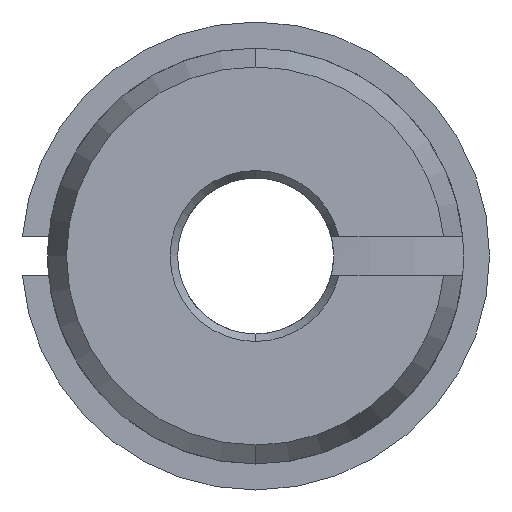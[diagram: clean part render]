
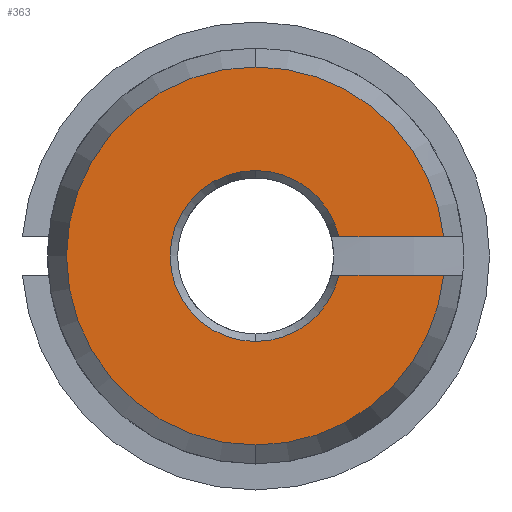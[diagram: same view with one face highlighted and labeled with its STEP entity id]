
A CAD part, left-side view. The second image highlights one B-rep face of the part: STEP entity #363.
In plain terms, the highlighted planar face has unit normal (-1, 0, 0).
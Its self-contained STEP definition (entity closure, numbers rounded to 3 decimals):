
#12 = EDGE_CURVE ( 'NONE', #853, #871, #420, .T. ) ;
#71 = EDGE_LOOP ( 'NONE', ( #777, #776, #775, #774, #773, #772, #771, #770 ) ) ;
#84 = AXIS2_PLACEMENT_3D ( 'NONE', #281, #282, #283 ) ;
#86 = AXIS2_PLACEMENT_3D ( 'NONE', #292, #293, #294 ) ;
#152 = CARTESIAN_POINT ( 'NONE',  ( -37., 0., 0. ) ) ;
#153 = DIRECTION ( 'NONE',  ( -1., 0., 0. ) ) ;
#154 = DIRECTION ( 'NONE',  ( 0., 0., 1. ) ) ;
#169 = CARTESIAN_POINT ( 'NONE',  ( -37., 0., 0. ) ) ;
#170 = DIRECTION ( 'NONE',  ( -1., 0., 0. ) ) ;
#171 = DIRECTION ( 'NONE',  ( 0., 0., 1. ) ) ;
#225 = CARTESIAN_POINT ( 'NONE',  ( -37., -3.202, 0.75 ) ) ;
#227 = CARTESIAN_POINT ( 'NONE',  ( -37., -7.233, 0.75 ) ) ;
#241 = CARTESIAN_POINT ( 'NONE',  ( -37., 0., 3.289 ) ) ;
#243 = CARTESIAN_POINT ( 'NONE',  ( -37., -3.202, -0.75 ) ) ;
#266 = CARTESIAN_POINT ( 'NONE',  ( -37., 0., -3.289 ) ) ;
#270 = CARTESIAN_POINT ( 'NONE',  ( -37., -7.233, -0.75 ) ) ;
#275 = CARTESIAN_POINT ( 'NONE',  ( -37., 0., 7.272 ) ) ;
#281 = CARTESIAN_POINT ( 'NONE',  ( -37., 0., 0. ) ) ;
#282 = DIRECTION ( 'NONE',  ( -1., 0., 0. ) ) ;
#283 = DIRECTION ( 'NONE',  ( 0., 0., 1. ) ) ;
#292 = CARTESIAN_POINT ( 'NONE',  ( -37., 0., 0. ) ) ;
#293 = DIRECTION ( 'NONE',  ( -1., 0., 0. ) ) ;
#294 = DIRECTION ( 'NONE',  ( 0., 0., 1. ) ) ;
#363 = ADVANCED_FACE ( 'NONE', ( #428 ), #965, .F. ) ;
#398 = VERTEX_POINT ( 'NONE', #734 ) ;
#420 = CIRCLE ( 'NONE', #1046, 3.289 ) ;
#428 = FACE_OUTER_BOUND ( 'NONE', #71, .T. ) ;
#436 = LINE ( 'NONE', #706, #445 ) ;
#437 = VECTOR ( 'NONE', #703, 1000. ) ;
#438 = CIRCLE ( 'NONE', #664, 7.272 ) ;
#445 = VECTOR ( 'NONE', #702, 1000. ) ;
#447 = LINE ( 'NONE', #697, #437 ) ;
#499 = CIRCLE ( 'NONE', #913, 7.272 ) ;
#503 = CIRCLE ( 'NONE', #909, 7.272 ) ;
#537 = CIRCLE ( 'NONE', #84, 3.289 ) ;
#539 = EDGE_CURVE ( 'NONE', #855, #884, #438, .T. ) ;
#540 = EDGE_CURVE ( 'NONE', #879, #873, #436, .T. ) ;
#541 = EDGE_CURVE ( 'NONE', #855, #853, #447, .T. ) ;
#610 = EDGE_CURVE ( 'NONE', #398, #879, #499, .T. ) ;
#615 = EDGE_CURVE ( 'NONE', #884, #398, #503, .T. ) ;
#664 = AXIS2_PLACEMENT_3D ( 'NONE', #708, #705, #704 ) ;
#670 = AXIS2_PLACEMENT_3D ( 'NONE', #972, #963, #962 ) ;
#697 = CARTESIAN_POINT ( 'NONE',  ( -37., 7.272, 0.75 ) ) ;
#702 = DIRECTION ( 'NONE',  ( 0., 1., 0. ) ) ;
#703 = DIRECTION ( 'NONE',  ( 0., 1., 0. ) ) ;
#704 = DIRECTION ( 'NONE',  ( 0., 0., 1. ) ) ;
#705 = DIRECTION ( 'NONE',  ( -1., 0., 0. ) ) ;
#706 = CARTESIAN_POINT ( 'NONE',  ( -37., 7.272, -0.75 ) ) ;
#708 = CARTESIAN_POINT ( 'NONE',  ( -37., 0., 0. ) ) ;
#734 = CARTESIAN_POINT ( 'NONE',  ( -37., 0., -7.272 ) ) ;
#770 = ORIENTED_EDGE ( 'NONE', *, *, #541, .F. ) ;
#771 = ORIENTED_EDGE ( 'NONE', *, *, #12, .F. ) ;
#772 = ORIENTED_EDGE ( 'NONE', *, *, #993, .F. ) ;
#773 = ORIENTED_EDGE ( 'NONE', *, *, #989, .F. ) ;
#774 = ORIENTED_EDGE ( 'NONE', *, *, #540, .T. ) ;
#775 = ORIENTED_EDGE ( 'NONE', *, *, #610, .T. ) ;
#776 = ORIENTED_EDGE ( 'NONE', *, *, #615, .T. ) ;
#777 = ORIENTED_EDGE ( 'NONE', *, *, #539, .T. ) ;
#853 = VERTEX_POINT ( 'NONE', #225 ) ;
#855 = VERTEX_POINT ( 'NONE', #227 ) ;
#871 = VERTEX_POINT ( 'NONE', #241 ) ;
#873 = VERTEX_POINT ( 'NONE', #243 ) ;
#875 = VERTEX_POINT ( 'NONE', #266 ) ;
#879 = VERTEX_POINT ( 'NONE', #270 ) ;
#884 = VERTEX_POINT ( 'NONE', #275 ) ;
#888 = CIRCLE ( 'NONE', #86, 3.289 ) ;
#909 = AXIS2_PLACEMENT_3D ( 'NONE', #169, #170, #171 ) ;
#913 = AXIS2_PLACEMENT_3D ( 'NONE', #152, #153, #154 ) ;
#962 = DIRECTION ( 'NONE',  ( 0., 0., -1. ) ) ;
#963 = DIRECTION ( 'NONE',  ( 1., 0., 0. ) ) ;
#965 = PLANE ( 'NONE',  #670 ) ;
#972 = CARTESIAN_POINT ( 'NONE',  ( -37., 7.272, 0. ) ) ;
#989 = EDGE_CURVE ( 'NONE', #875, #873, #537, .T. ) ;
#993 = EDGE_CURVE ( 'NONE', #871, #875, #888, .T. ) ;
#1005 = DIRECTION ( 'NONE',  ( 0., 0., 1. ) ) ;
#1006 = DIRECTION ( 'NONE',  ( -1., 0., 0. ) ) ;
#1007 = CARTESIAN_POINT ( 'NONE',  ( -37., 0., 0. ) ) ;
#1046 = AXIS2_PLACEMENT_3D ( 'NONE', #1007, #1006, #1005 ) ;
